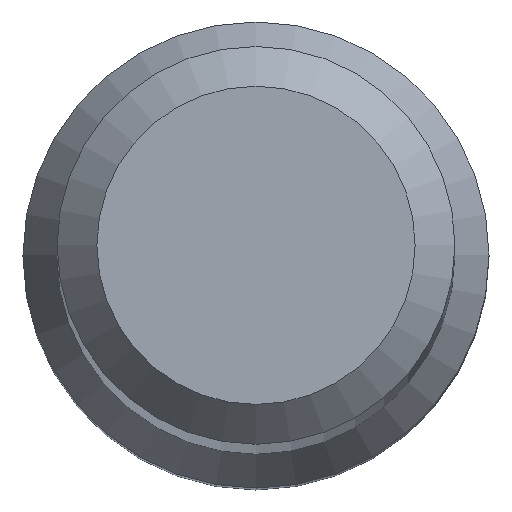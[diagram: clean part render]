
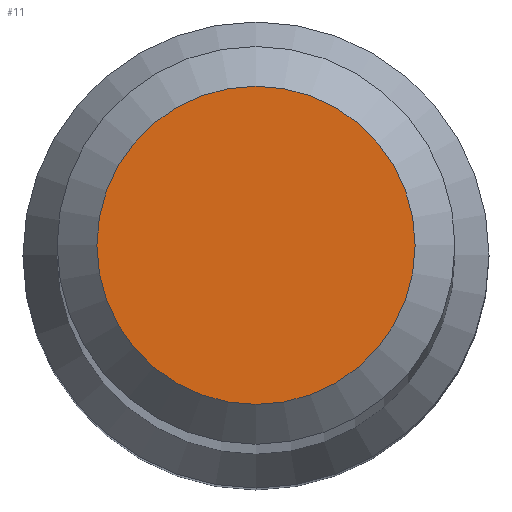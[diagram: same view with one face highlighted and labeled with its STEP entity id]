
A CAD part, top view. The second image highlights one B-rep face of the part: STEP entity #11.
In plain terms, the highlighted planar face has unit normal (0, 0, 1).
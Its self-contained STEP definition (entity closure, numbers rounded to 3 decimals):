
#4 = VERTEX_POINT ( 'NONE', #150 ) ;
#11 = ADVANCED_FACE ( 'NONE', ( #162 ), #65, .T. ) ;
#31 = EDGE_LOOP ( 'NONE', ( #103 ) ) ;
#63 = DIRECTION ( 'NONE',  ( 0., -1., 0. ) ) ;
#65 = PLANE ( 'NONE',  #153 ) ;
#75 = EDGE_CURVE ( 'NONE', #4, #4, #207, .T. ) ;
#80 = CARTESIAN_POINT ( 'NONE',  ( 0., 0., 101. ) ) ;
#102 = DIRECTION ( 'NONE',  ( 0., 0., -1. ) ) ;
#103 = ORIENTED_EDGE ( 'NONE', *, *, #75, .F. ) ;
#113 = DIRECTION ( 'NONE',  ( 0., 0., 1. ) ) ;
#150 = CARTESIAN_POINT ( 'NONE',  ( 0., 2.4, 101. ) ) ;
#153 = AXIS2_PLACEMENT_3D ( 'NONE', #211, #113, #63 ) ;
#162 = FACE_OUTER_BOUND ( 'NONE', #31, .T. ) ;
#185 = AXIS2_PLACEMENT_3D ( 'NONE', #80, #102, #229 ) ;
#207 = CIRCLE ( 'NONE', #185, 2.4 ) ;
#211 = CARTESIAN_POINT ( 'NONE',  ( 0., 0., 101. ) ) ;
#229 = DIRECTION ( 'NONE',  ( 0., 1., 0. ) ) ;
